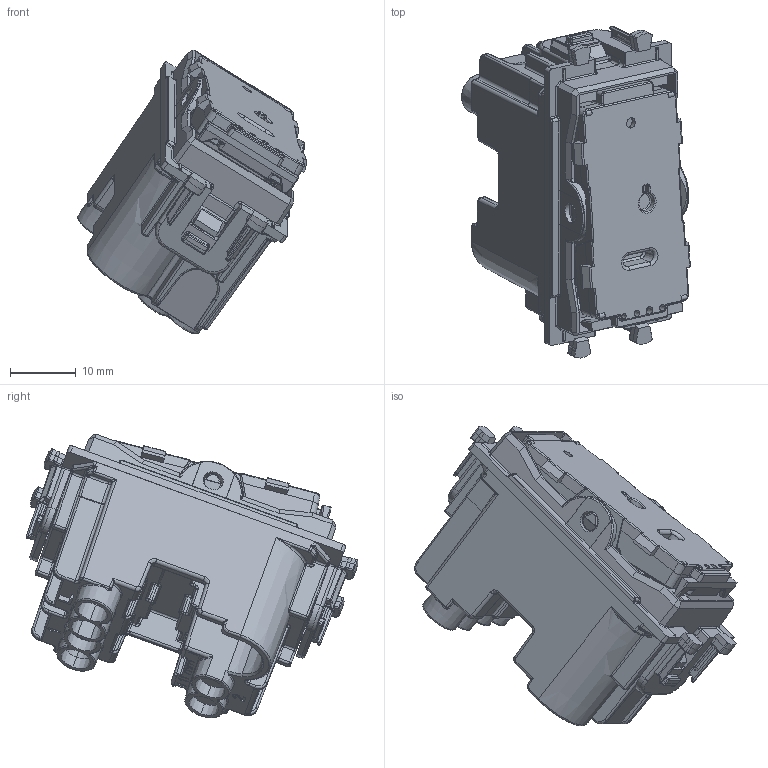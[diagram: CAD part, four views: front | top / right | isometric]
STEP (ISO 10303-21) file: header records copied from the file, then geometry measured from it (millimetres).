
FILE_DESCRIPTION(('CATIA V5 STEP Exchange'),'2;1');
FILE_NAME('442001ST.stp','2024-02-16T07:35:12+00:00',('none'),('none'),'CATIA Version 5-6 Release 2016 SP6','CATIA V5 STEP AP203','none');
FILE_SCHEMA(('CONFIG_CONTROL_DESIGN'));
Length unit declared in the file: millimetre
Products named in the file (1): 442001ST
Assembly tree (9 placements, depth 2):
  442001ST
    #57
    #54987
    #109992
    #142195
    #144765
    #146420  x2
    #148333  x2
Bounding box: 34.91 x 50.65 x 43.28 mm (x, y, z)
Volume: 11148.2 mm3; surface area: 18818.1 mm2
Topology: 10 solids, 10 shells, 3854 faces, 9941 edges, 5875 vertices
Faces by surface type: cylinder 1410, plane 1341, bspline 636, sphere 193, cone 160, torus 94, extrusion 16, revolution 4
Entity records: 149172 total; most frequent: CARTESIAN_POINT 71433, ORIENTED_EDGE 18964, DIRECTION 10923, EDGE_CURVE 9482, VERTEX_POINT 5729, VECTOR 4219, LINE 4203, AXIS2_PLACEMENT_3D 4055
